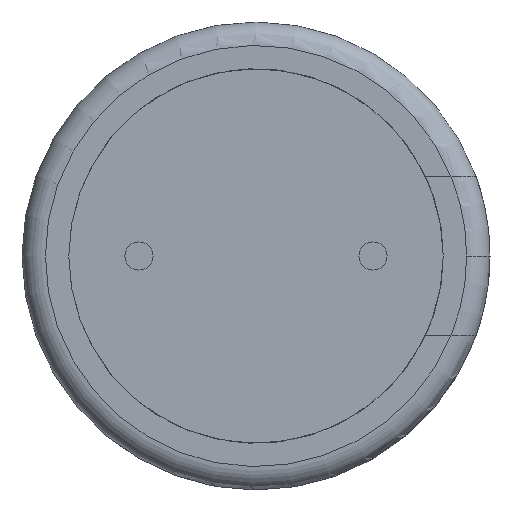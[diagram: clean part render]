
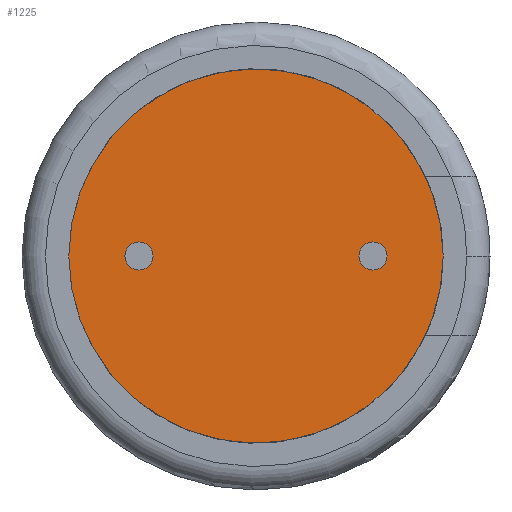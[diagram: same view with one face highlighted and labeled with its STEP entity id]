
A CAD part, front view. The second image highlights one B-rep face of the part: STEP entity #1225.
In plain terms, the highlighted planar face has unit normal (0, -1, 0).
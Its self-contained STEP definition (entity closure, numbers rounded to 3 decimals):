
#48 = CARTESIAN_POINT ( 'NONE',  ( 4., 0.1, 0. ) ) ;
#52 = AXIS2_PLACEMENT_3D ( 'NONE', #2155, #1544, #492 ) ;
#68 = EDGE_LOOP ( 'NONE', ( #2360, #1529 ) ) ;
#254 = VERTEX_POINT ( 'NONE', #751 ) ;
#293 = CARTESIAN_POINT ( 'NONE',  ( 0., 0.1, 0. ) ) ;
#315 = VERTEX_POINT ( 'NONE', #783 ) ;
#330 = DIRECTION ( 'NONE',  ( 0., -1., 0. ) ) ;
#338 = DIRECTION ( 'NONE',  ( 1., 0., 0. ) ) ;
#360 = CARTESIAN_POINT ( 'NONE',  ( -2.5, 0.1, 0. ) ) ;
#417 = ORIENTED_EDGE ( 'NONE', *, *, #1283, .T. ) ;
#467 = EDGE_CURVE ( 'NONE', #675, #315, #2157, .T. ) ;
#487 = DIRECTION ( 'NONE',  ( 1., 0., 0. ) ) ;
#492 = DIRECTION ( 'NONE',  ( 1., 0., 0. ) ) ;
#525 = AXIS2_PLACEMENT_3D ( 'NONE', #2687, #1661, #629 ) ;
#595 = ORIENTED_EDGE ( 'NONE', *, *, #1082, .F. ) ;
#629 = DIRECTION ( 'NONE',  ( 1., 0., 0. ) ) ;
#675 = VERTEX_POINT ( 'NONE', #2017 ) ;
#701 = DIRECTION ( 'NONE',  ( 0., -1., 0. ) ) ;
#751 = CARTESIAN_POINT ( 'NONE',  ( -2.5, 0.1, -0.3 ) ) ;
#753 = AXIS2_PLACEMENT_3D ( 'NONE', #293, #1724, #1327 ) ;
#783 = CARTESIAN_POINT ( 'NONE',  ( 2.5, 0.1, 0.3 ) ) ;
#797 = CIRCLE ( 'NONE', #52, 4. ) ;
#838 = VERTEX_POINT ( 'NONE', #1205 ) ;
#841 = ORIENTED_EDGE ( 'NONE', *, *, #1011, .F. ) ;
#1011 = EDGE_CURVE ( 'NONE', #1237, #254, #1754, .T. ) ;
#1082 = EDGE_CURVE ( 'NONE', #254, #1237, #2393, .T. ) ;
#1098 = CARTESIAN_POINT ( 'NONE',  ( -2.5, 0.1, 0.3 ) ) ;
#1205 = CARTESIAN_POINT ( 'NONE',  ( -4., 0.1, 0. ) ) ;
#1225 = ADVANCED_FACE ( 'NONE', ( #1227, #2461, #1870 ), #2140, .T. ) ;
#1227 = FACE_BOUND ( 'NONE', #1593, .T. ) ;
#1237 = VERTEX_POINT ( 'NONE', #1098 ) ;
#1281 = CARTESIAN_POINT ( 'NONE',  ( 2.5, 0.1, 0. ) ) ;
#1283 = EDGE_CURVE ( 'NONE', #838, #2276, #1701, .T. ) ;
#1327 = DIRECTION ( 'NONE',  ( 1., 0., 0. ) ) ;
#1468 = AXIS2_PLACEMENT_3D ( 'NONE', #1742, #701, #487 ) ;
#1501 = DIRECTION ( 'NONE',  ( 0., 1., 0. ) ) ;
#1529 = ORIENTED_EDGE ( 'NONE', *, *, #1662, .T. ) ;
#1544 = DIRECTION ( 'NONE',  ( 0., -1., 0. ) ) ;
#1593 = EDGE_LOOP ( 'NONE', ( #595, #841 ) ) ;
#1622 = AXIS2_PLACEMENT_3D ( 'NONE', #2283, #2482, #2446 ) ;
#1661 = DIRECTION ( 'NONE',  ( 0., 1., 0. ) ) ;
#1662 = EDGE_CURVE ( 'NONE', #315, #675, #1763, .T. ) ;
#1701 = CIRCLE ( 'NONE', #1468, 4. ) ;
#1722 = EDGE_LOOP ( 'NONE', ( #2630, #417 ) ) ;
#1724 = DIRECTION ( 'NONE',  ( 0., -1., 0. ) ) ;
#1742 = CARTESIAN_POINT ( 'NONE',  ( 0., 0.1, 0. ) ) ;
#1754 = CIRCLE ( 'NONE', #1963, 0.3 ) ;
#1763 = CIRCLE ( 'NONE', #525, 0.3 ) ;
#1791 = EDGE_CURVE ( 'NONE', #2276, #838, #797, .T. ) ;
#1870 = FACE_BOUND ( 'NONE', #68, .T. ) ;
#1963 = AXIS2_PLACEMENT_3D ( 'NONE', #360, #330, #338 ) ;
#2017 = CARTESIAN_POINT ( 'NONE',  ( 2.5, 0.1, -0.3 ) ) ;
#2140 = PLANE ( 'NONE',  #753 ) ;
#2145 = DIRECTION ( 'NONE',  ( 1., 0., 0. ) ) ;
#2155 = CARTESIAN_POINT ( 'NONE',  ( 0., 0.1, 0. ) ) ;
#2157 = CIRCLE ( 'NONE', #2342, 0.3 ) ;
#2276 = VERTEX_POINT ( 'NONE', #48 ) ;
#2283 = CARTESIAN_POINT ( 'NONE',  ( -2.5, 0.1, 0. ) ) ;
#2342 = AXIS2_PLACEMENT_3D ( 'NONE', #1281, #1501, #2145 ) ;
#2360 = ORIENTED_EDGE ( 'NONE', *, *, #467, .T. ) ;
#2393 = CIRCLE ( 'NONE', #1622, 0.3 ) ;
#2446 = DIRECTION ( 'NONE',  ( 1., 0., 0. ) ) ;
#2461 = FACE_OUTER_BOUND ( 'NONE', #1722, .T. ) ;
#2482 = DIRECTION ( 'NONE',  ( 0., -1., 0. ) ) ;
#2630 = ORIENTED_EDGE ( 'NONE', *, *, #1791, .T. ) ;
#2687 = CARTESIAN_POINT ( 'NONE',  ( 2.5, 0.1, 0. ) ) ;
